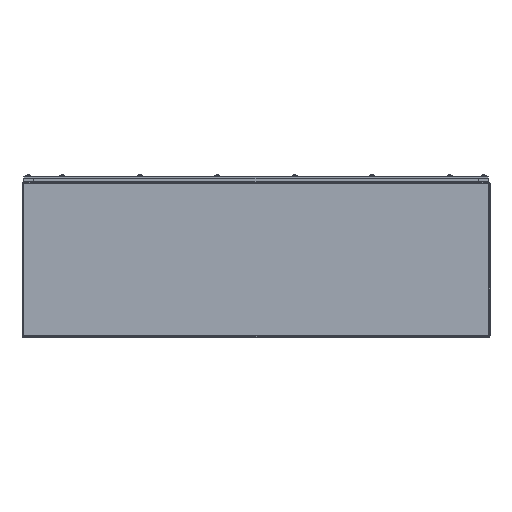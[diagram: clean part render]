
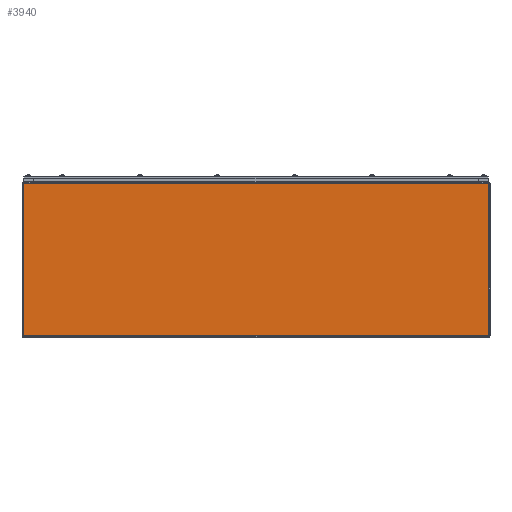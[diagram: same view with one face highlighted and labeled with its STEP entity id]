
A CAD part, left-side view. The second image highlights one B-rep face of the part: STEP entity #3940.
In plain terms, the highlighted face is planar.
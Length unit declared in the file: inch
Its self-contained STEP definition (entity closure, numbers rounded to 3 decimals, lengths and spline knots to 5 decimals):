
#577=LINE($,#6190,#805);
#581=LINE($,#6198,#809);
#584=LINE($,#6204,#812);
#592=LINE($,#6253,#820);
#597=LINE($,#6263,#825);
#598=LINE($,#6266,#826);
#603=LINE($,#6279,#831);
#605=LINE($,#6282,#833);
#805=VECTOR($,#5003,11.816);
#809=VECTOR($,#5009,36.102);
#812=VECTOR($,#5014,11.816);
#820=VECTOR($,#5064,0.00065);
#825=VECTOR($,#5073,0.801);
#826=VECTOR($,#5076,0.801);
#831=VECTOR($,#5087,0.00065);
#833=VECTOR($,#5091,34.5);
#1002=PLANE($,#4270);
#1336=FACE_OUTER_BOUND($,#1658,.T.);
#1658=EDGE_LOOP($,(#3175,#3176,#3177,#3178,#3179,#3180,#3181,#3182));
#2109=VERTEX_POINT($,#6188);
#2110=VERTEX_POINT($,#6189);
#2113=VERTEX_POINT($,#6197);
#2115=VERTEX_POINT($,#6203);
#2133=VERTEX_POINT($,#6249);
#2135=VERTEX_POINT($,#6252);
#2139=VERTEX_POINT($,#6265);
#2141=VERTEX_POINT($,#6270);
#2473=EDGE_CURVE($,#2109,#2110,#577,.T.);
#2477=EDGE_CURVE($,#2110,#2113,#581,.T.);
#2480=EDGE_CURVE($,#2113,#2115,#584,.T.);
#2501=EDGE_CURVE($,#2135,#2133,#592,.T.);
#2507=EDGE_CURVE($,#2115,#2135,#597,.T.);
#2508=EDGE_CURVE($,#2139,#2109,#598,.T.);
#2515=EDGE_CURVE($,#2141,#2139,#603,.T.);
#2517=EDGE_CURVE($,#2133,#2141,#605,.T.);
#3175=ORIENTED_EDGE($,*,*,#2480,.T.);
#3176=ORIENTED_EDGE($,*,*,#2507,.T.);
#3177=ORIENTED_EDGE($,*,*,#2501,.T.);
#3178=ORIENTED_EDGE($,*,*,#2517,.T.);
#3179=ORIENTED_EDGE($,*,*,#2515,.T.);
#3180=ORIENTED_EDGE($,*,*,#2508,.T.);
#3181=ORIENTED_EDGE($,*,*,#2473,.T.);
#3182=ORIENTED_EDGE($,*,*,#2477,.T.);
#3940=ADVANCED_FACE($,(#1336),#1002,.F.);
#4270=AXIS2_PLACEMENT_3D($,#6290,#5103,#5104);
#5003=DIRECTION($,(0.,-1.,0.));
#5009=DIRECTION($,(-1.,0.,0.));
#5014=DIRECTION($,(0.,1.,0.));
#5064=DIRECTION($,(0.,1.,0.));
#5073=DIRECTION($,(1.,0.,0.));
#5076=DIRECTION($,(1.,0.,0.));
#5087=DIRECTION($,(0.,-1.,0.));
#5091=DIRECTION($,(1.,0.,0.));
#5103=DIRECTION('center_axis',(0.,0.,1.));
#5104=DIRECTION('ref_axis',(1.,0.,0.));
#6188=CARTESIAN_POINT('',(36.176,11.89,0.));
#6189=CARTESIAN_POINT('',(36.176,0.074,0.));
#6190=CARTESIAN_POINT($,(36.176,8.945,0.));
#6197=CARTESIAN_POINT('',(0.074,0.074,0.));
#6198=CARTESIAN_POINT($,(27.1505,0.074,0.));
#6203=CARTESIAN_POINT('',(0.074,11.89,0.));
#6204=CARTESIAN_POINT($,(0.074,3.037,0.));
#6249=CARTESIAN_POINT('',(0.875,11.89065,0.));
#6252=CARTESIAN_POINT('',(0.875,11.89,0.));
#6253=CARTESIAN_POINT($,(0.875,9.,0.));
#6263=CARTESIAN_POINT($,(9.28125,11.89,0.));
#6265=CARTESIAN_POINT('',(35.375,11.89,0.));
#6266=CARTESIAN_POINT($,(26.96875,11.89,0.));
#6270=CARTESIAN_POINT('',(35.375,11.89065,0.));
#6279=CARTESIAN_POINT($,(35.375,9.,0.));
#6282=CARTESIAN_POINT($,(9.0625,11.89065,0.));
#6290=CARTESIAN_POINT('Origin',(18.125,6.,0.));
